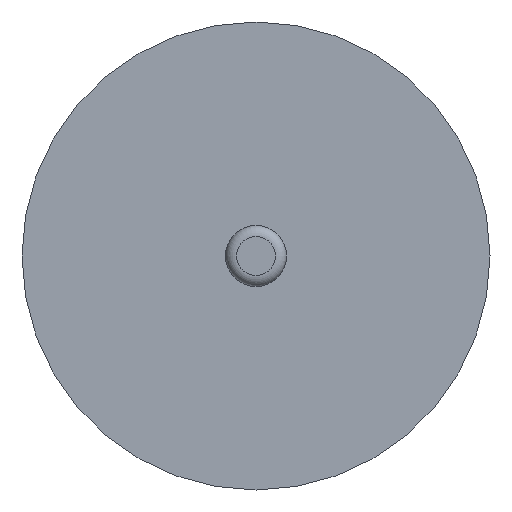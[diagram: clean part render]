
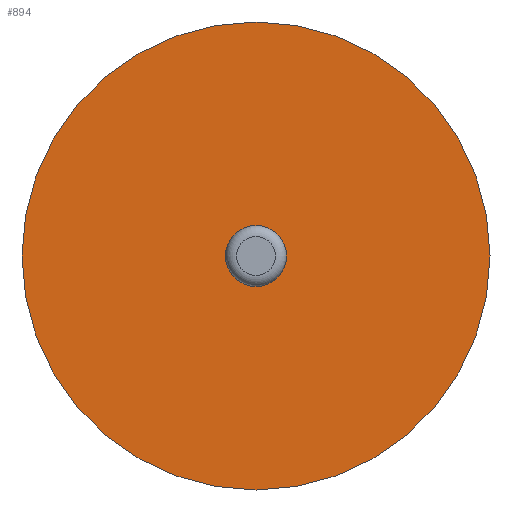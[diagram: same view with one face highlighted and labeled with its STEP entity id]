
A CAD part, front view. The second image highlights one B-rep face of the part: STEP entity #894.
In plain terms, the highlighted planar face has unit normal (0, -1, 0).
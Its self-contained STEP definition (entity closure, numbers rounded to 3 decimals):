
#65=FACE_BOUND('',#269,.T.);
#112=PLANE('',#1007);
#210=FACE_OUTER_BOUND('',#268,.T.);
#268=EDGE_LOOP('',(#736,#737));
#269=EDGE_LOOP('',(#738));
#281=CIRCLE('',#928,2.8);
#314=CIRCLE('',#1008,21.5);
#315=CIRCLE('',#1009,21.5);
#336=VERTEX_POINT('',#1290);
#393=VERTEX_POINT('',#1589);
#394=VERTEX_POINT('',#1590);
#415=EDGE_CURVE('',#336,#336,#281,.T.);
#513=EDGE_CURVE('',#393,#394,#314,.T.);
#514=EDGE_CURVE('',#394,#393,#315,.T.);
#736=ORIENTED_EDGE('',*,*,#513,.F.);
#737=ORIENTED_EDGE('',*,*,#514,.F.);
#738=ORIENTED_EDGE('',*,*,#415,.T.);
#894=ADVANCED_FACE('',(#210,#65),#112,.T.);
#928=AXIS2_PLACEMENT_3D('',#1292,#1049,#1050);
#1007=AXIS2_PLACEMENT_3D('',#1588,#1224,#1225);
#1008=AXIS2_PLACEMENT_3D('',#1591,#1226,#1227);
#1009=AXIS2_PLACEMENT_3D('',#1592,#1228,#1229);
#1049=DIRECTION('center_axis',(0.,1.,0.));
#1050=DIRECTION('ref_axis',(-1.,0.,0.));
#1224=DIRECTION('center_axis',(0.,-1.,0.));
#1225=DIRECTION('ref_axis',(0.,0.,-1.));
#1226=DIRECTION('center_axis',(0.,1.,0.));
#1227=DIRECTION('ref_axis',(-1.,0.,0.));
#1228=DIRECTION('center_axis',(0.,1.,0.));
#1229=DIRECTION('ref_axis',(-1.,0.,0.));
#1290=CARTESIAN_POINT('',(2.8,-0.1,0.));
#1292=CARTESIAN_POINT('Origin',(0.,-0.1,0.));
#1588=CARTESIAN_POINT('Origin',(-12.129,-0.1,0.));
#1589=CARTESIAN_POINT('',(-21.5,-0.1,0.));
#1590=CARTESIAN_POINT('',(21.5,-0.1,0.));
#1591=CARTESIAN_POINT('Origin',(0.,-0.1,
0.));
#1592=CARTESIAN_POINT('Origin',(0.,-0.1,
0.));
